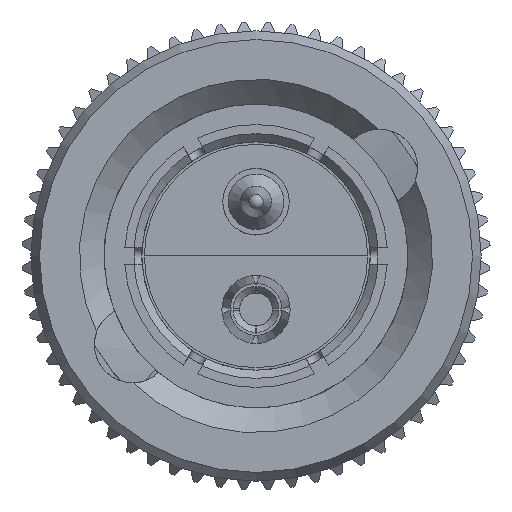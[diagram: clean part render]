
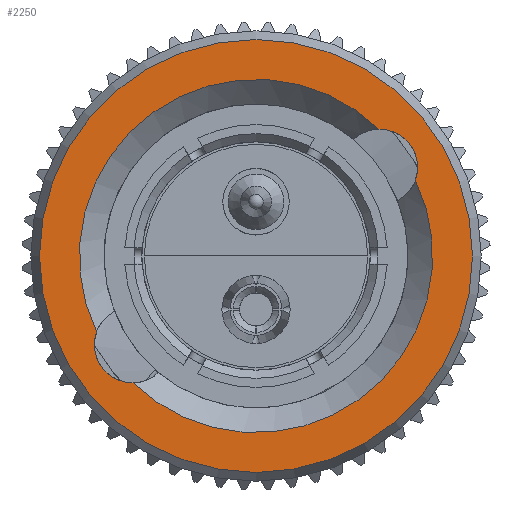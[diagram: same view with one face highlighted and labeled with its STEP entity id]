
A CAD part, left-side view. The second image highlights one B-rep face of the part: STEP entity #2250.
In plain terms, the highlighted planar face has unit normal (-1, 0, 0).
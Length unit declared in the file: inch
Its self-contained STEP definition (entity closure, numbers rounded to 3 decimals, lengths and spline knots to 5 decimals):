
#332 = DIRECTION ( 'NONE',  ( 1., 0., 0. ) ) ;
#358 = CIRCLE ( 'NONE', #8862, 0.21494 ) ;
#1137 = EDGE_CURVE ( 'NONE', #8428, #8428, #11668, .T. ) ;
#1282 = EDGE_LOOP ( 'NONE', ( #13720 ) ) ;
#2250 = ADVANCED_FACE ( 'NONE', ( #9510, #2306 ), #14159, .F. ) ;
#2306 = FACE_BOUND ( 'NONE', #9128, .T. ) ;
#2441 = CARTESIAN_POINT ( 'NONE',  ( 0., -0.19403, 0.09247 ) ) ;
#2774 = AXIS2_PLACEMENT_3D ( 'NONE', #3789, #3568, #10575 ) ;
#3040 = ORIENTED_EDGE ( 'NONE', *, *, #12777, .T. ) ;
#3121 = CIRCLE ( 'NONE', #9186, 0.04645 ) ;
#3465 = ORIENTED_EDGE ( 'NONE', *, *, #9999, .T. ) ;
#3568 = DIRECTION ( 'NONE',  ( 1., 0., 0. ) ) ;
#3588 = DIRECTION ( 'NONE',  ( 1., 0., 0. ) ) ;
#3736 = CARTESIAN_POINT ( 'NONE',  ( 0., 0., -0.26339 ) ) ;
#3789 = CARTESIAN_POINT ( 'NONE',  ( 0., 0., 0. ) ) ;
#5141 = ORIENTED_EDGE ( 'NONE', *, *, #12161, .T. ) ;
#5280 = DIRECTION ( 'NONE',  ( 1., 0., 0. ) ) ;
#6444 = DIRECTION ( 'NONE',  ( 0., 0., -1. ) ) ;
#7026 = DIRECTION ( 'NONE',  ( 1., 0., 0. ) ) ;
#7047 = AXIS2_PLACEMENT_3D ( 'NONE', #8866, #5280, #6444 ) ;
#7102 = CARTESIAN_POINT ( 'NONE',  ( 0., 0.14961, -0.15433 ) ) ;
#7231 = DIRECTION ( 'NONE',  ( 0., 0., -1. ) ) ;
#7791 = CARTESIAN_POINT ( 'NONE',  ( 0., 0., -0.26339 ) ) ;
#8428 = VERTEX_POINT ( 'NONE', #7791 ) ;
#8732 = AXIS2_PLACEMENT_3D ( 'NONE', #3736, #3588, #7231 ) ;
#8862 = AXIS2_PLACEMENT_3D ( 'NONE', #10771, #332, #13130 ) ;
#8866 = CARTESIAN_POINT ( 'NONE',  ( 0., 0., 0. ) ) ;
#8920 = CARTESIAN_POINT ( 'NONE',  ( 0., 0.19403, -0.09247 ) ) ;
#9128 = EDGE_LOOP ( 'NONE', ( #5141, #3465, #3040, #14891 ) ) ;
#9186 = AXIS2_PLACEMENT_3D ( 'NONE', #14108, #7026, #10377 ) ;
#9274 = DIRECTION ( 'NONE',  ( 1., 0., 0. ) ) ;
#9336 = CIRCLE ( 'NONE', #2774, 0.21494 ) ;
#9510 = FACE_OUTER_BOUND ( 'NONE', #1282, .T. ) ;
#9511 = VERTEX_POINT ( 'NONE', #7102 ) ;
#9630 = VERTEX_POINT ( 'NONE', #8920 ) ;
#9631 = EDGE_CURVE ( 'NONE', #9511, #9630, #3121, .T. ) ;
#9921 = CIRCLE ( 'NONE', #10425, 0.04645 ) ;
#9999 = EDGE_CURVE ( 'NONE', #12636, #12793, #9921, .T. ) ;
#10377 = DIRECTION ( 'NONE',  ( 0., 0., -1. ) ) ;
#10425 = AXIS2_PLACEMENT_3D ( 'NONE', #13699, #9274, #13929 ) ;
#10575 = DIRECTION ( 'NONE',  ( 0., 0., 1. ) ) ;
#10771 = CARTESIAN_POINT ( 'NONE',  ( 0., 0., 0. ) ) ;
#11668 = CIRCLE ( 'NONE', #7047, 0.26339 ) ;
#12161 = EDGE_CURVE ( 'NONE', #9630, #12636, #358, .T. ) ;
#12636 = VERTEX_POINT ( 'NONE', #14914 ) ;
#12777 = EDGE_CURVE ( 'NONE', #12793, #9511, #9336, .T. ) ;
#12793 = VERTEX_POINT ( 'NONE', #2441 ) ;
#13130 = DIRECTION ( 'NONE',  ( 0., 0., 1. ) ) ;
#13699 = CARTESIAN_POINT ( 'NONE',  ( 0., -0.15021, 0.10789 ) ) ;
#13720 = ORIENTED_EDGE ( 'NONE', *, *, #1137, .F. ) ;
#13929 = DIRECTION ( 'NONE',  ( 0., 0., -1. ) ) ;
#14108 = CARTESIAN_POINT ( 'NONE',  ( 0., 0.15021, -0.10789 ) ) ;
#14159 = PLANE ( 'NONE',  #8732 ) ;
#14891 = ORIENTED_EDGE ( 'NONE', *, *, #9631, .T. ) ;
#14914 = CARTESIAN_POINT ( 'NONE',  ( 0., -0.14961, 0.15433 ) ) ;
